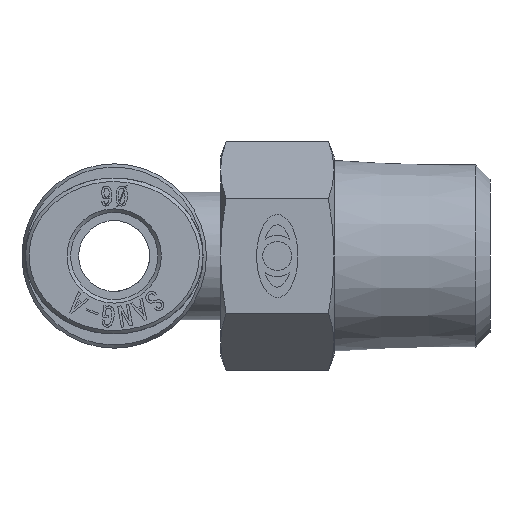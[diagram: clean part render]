
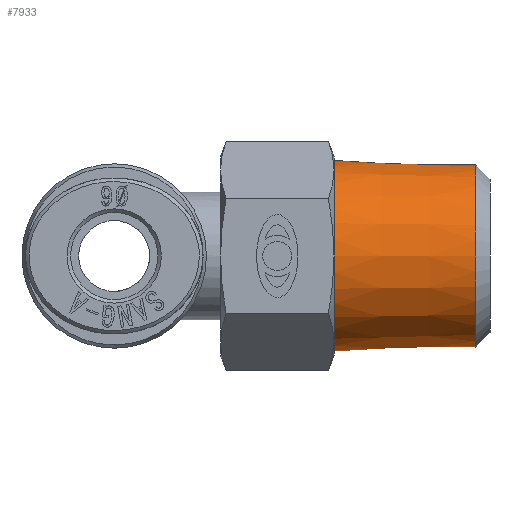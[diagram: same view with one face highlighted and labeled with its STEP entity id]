
A CAD part, left-side view. The second image highlights one B-rep face of the part: STEP entity #7933.
In plain terms, the highlighted conical face has half-angle 1.791 degrees and reference radius 6.562 mm.
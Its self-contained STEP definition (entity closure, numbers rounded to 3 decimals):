
#7882=CARTESIAN_POINT('',(-6.422,-18.,0.));
#7883=VERTEX_POINT('',#7882);
#7884=CARTESIAN_POINT('',(0.0,-18.,0.));
#7885=DIRECTION('',(0.0,-1.0,0.0));
#7886=DIRECTION('',(1.0,0.0,0.0));
#7887=AXIS2_PLACEMENT_3D('',#7884,#7885,#7886);
#7888=CIRCLE('',#7887,6.422);
#7889=EDGE_CURVE('',#7883,#7883,#7888,.T.);
#7914=CARTESIAN_POINT('',(0.0,-13.5,0.0));
#7915=DIRECTION('',(0.0,1.0,0.0));
#7916=DIRECTION('',(-1.0,0.0,0.0));
#7917=AXIS2_PLACEMENT_3D('',#7914,#7915,#7916);
#7918=CONICAL_SURFACE('',#7917,6.563,1.791);
#7919=CARTESIAN_POINT('',(-6.735,-8.,0.0));
#7920=VERTEX_POINT('',#7919);
#7921=CARTESIAN_POINT('',(0.0,-8.,0.0));
#7922=DIRECTION('',(0.0,1.0,0.0));
#7923=DIRECTION('',(-1.0,0.0,0.0));
#7924=AXIS2_PLACEMENT_3D('',#7921,#7922,#7923);
#7925=CIRCLE('',#7924,6.735);
#7926=EDGE_CURVE('',#7920,#7920,#7925,.T.);
#7927=ORIENTED_EDGE('',*,*,#7926,.F.);
#7928=EDGE_LOOP('',(#7927));
#7929=FACE_OUTER_BOUND('',#7928,.T.);
#7930=ORIENTED_EDGE('',*,*,#7889,.F.);
#7931=EDGE_LOOP('',(#7930));
#7932=FACE_BOUND('',#7931,.T.);
#7933=ADVANCED_FACE('',(#7929,#7932),#7918,.T.);
